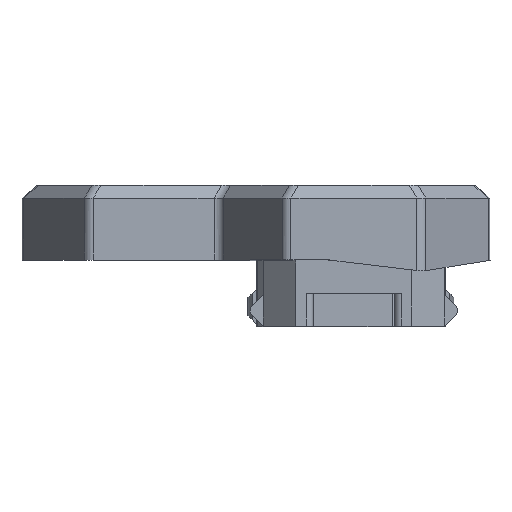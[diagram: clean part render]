
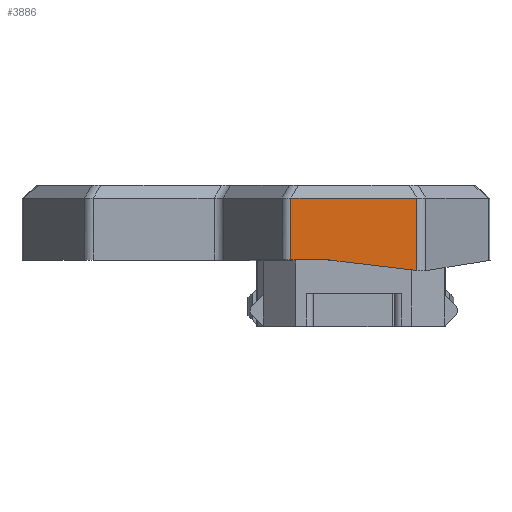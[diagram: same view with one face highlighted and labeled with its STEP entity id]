
A CAD part, top view. The second image highlights one B-rep face of the part: STEP entity #3886.
In plain terms, the highlighted planar face has unit normal (0, 0, 1).
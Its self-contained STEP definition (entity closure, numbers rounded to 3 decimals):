
#80=ELLIPSE('',#4123,1.298,0.85);
#81=ELLIPSE('',#4126,1.298,0.85);
#158=PLANE('',#4125);
#330=FACE_OUTER_BOUND('',#502,.T.);
#502=EDGE_LOOP('',(#3599,#3600,#3601,#3602,#3603,#3604,#3605));
#888=LINE('',#5376,#1151);
#912=LINE('',#5462,#1175);
#1078=LINE('',#20229,#1341);
#1079=LINE('',#20232,#1342);
#1080=LINE('',#20235,#1343);
#1151=VECTOR('',#4265,10.);
#1175=VECTOR('',#4333,10.);
#1341=VECTOR('',#4827,0.6);
#1342=VECTOR('',#4830,10.);
#1343=VECTOR('',#4833,10.);
#1430=VERTEX_POINT('',#5373);
#1431=VERTEX_POINT('',#5375);
#1471=VERTEX_POINT('',#5460);
#1815=VERTEX_POINT('',#20213);
#1816=VERTEX_POINT('',#20224);
#1817=VERTEX_POINT('',#20231);
#1818=VERTEX_POINT('',#20233);
#1911=EDGE_CURVE('',#1430,#1431,#888,.T.);
#1955=EDGE_CURVE('',#1471,#1430,#912,.F.);
#2421=EDGE_CURVE('',#1816,#1815,#80,.T.);
#2424=EDGE_CURVE('',#1815,#1431,#1078,.T.);
#2425=EDGE_CURVE('',#1817,#1471,#1079,.T.);
#2426=EDGE_CURVE('',#1817,#1818,#81,.T.);
#2427=EDGE_CURVE('',#1818,#1816,#1080,.T.);
#3599=ORIENTED_EDGE('',*,*,#2421,.T.);
#3600=ORIENTED_EDGE('',*,*,#2424,.T.);
#3601=ORIENTED_EDGE('',*,*,#1911,.F.);
#3602=ORIENTED_EDGE('',*,*,#1955,.F.);
#3603=ORIENTED_EDGE('',*,*,#2425,.F.);
#3604=ORIENTED_EDGE('',*,*,#2426,.T.);
#3605=ORIENTED_EDGE('',*,*,#2427,.T.);
#3886=ADVANCED_FACE('',(#330),#158,.T.);
#4123=AXIS2_PLACEMENT_3D('',#20225,#4821,#4822);
#4125=AXIS2_PLACEMENT_3D('',#20230,#4828,#4829);
#4126=AXIS2_PLACEMENT_3D('',#20234,#4831,#4832);
#4265=DIRECTION('',(-1.,0.,0.));
#4333=DIRECTION('',(0.993,-0.118,0.));
#4821=DIRECTION('center_axis',(0.,0.,
1.));
#4822=DIRECTION('ref_axis',(0.5,0.866,0.));
#4827=DIRECTION('',(0.,-1.,0.));
#4828=DIRECTION('center_axis',(0.,0.,
1.));
#4829=DIRECTION('ref_axis',(-1.,0.,0.));
#4830=DIRECTION('',(0.,-1.,0.));
#4831=DIRECTION('center_axis',(0.,0.,
1.));
#4832=DIRECTION('ref_axis',(-0.5,0.866,0.));
#4833=DIRECTION('',(-1.,0.,0.));
#5373=CARTESIAN_POINT('',(173.266,150.585,33.029));
#5375=CARTESIAN_POINT('',(171.116,150.585,33.029));
#5376=CARTESIAN_POINT('',(176.87,150.585,33.029));
#5460=CARTESIAN_POINT('',(178.44,149.97,33.029));
#5462=CARTESIAN_POINT('',(187.413,148.903,33.029));
#20213=CARTESIAN_POINT('',(171.116,154.185,33.029));
#20224=CARTESIAN_POINT('',(171.116,154.185,33.029));
#20225=CARTESIAN_POINT('Origin',(170.769,152.983,33.029));
#20229=CARTESIAN_POINT('',(171.116,154.185,33.029));
#20230=CARTESIAN_POINT('Origin',(178.961,154.185,33.029));
#20231=CARTESIAN_POINT('',(178.44,154.185,33.029));
#20232=CARTESIAN_POINT('',(178.44,150.585,33.029));
#20233=CARTESIAN_POINT('',(178.44,154.185,33.029));
#20234=CARTESIAN_POINT('Origin',(178.787,152.983,33.029));
#20235=CARTESIAN_POINT('',(173.993,154.185,33.029));
